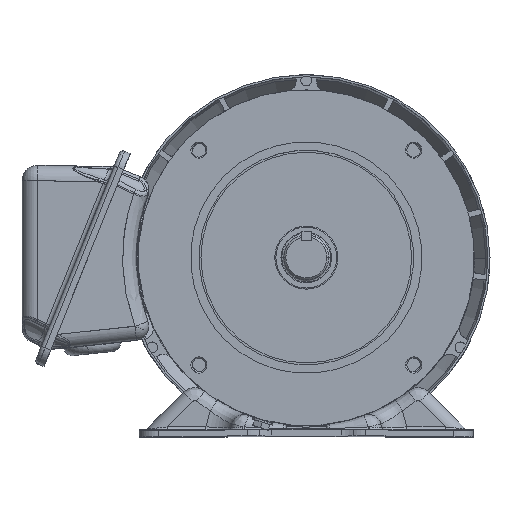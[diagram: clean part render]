
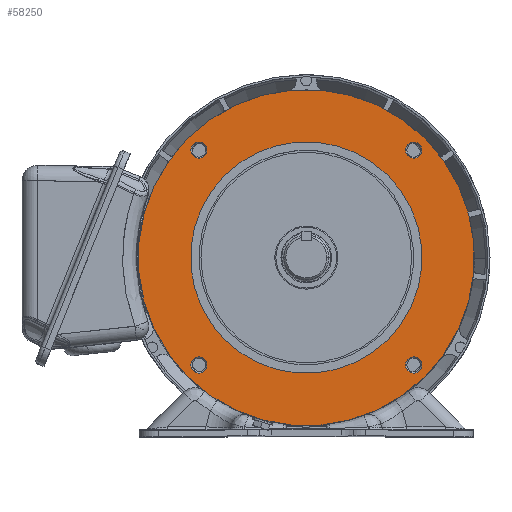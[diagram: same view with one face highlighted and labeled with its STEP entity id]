
A CAD part, top view. The second image highlights one B-rep face of the part: STEP entity #58250.
In plain terms, the highlighted planar face has unit normal (0, 0, 1).
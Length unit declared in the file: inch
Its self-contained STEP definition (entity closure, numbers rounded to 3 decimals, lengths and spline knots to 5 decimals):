
#1074 = DIRECTION ( 'NONE',  ( 0., 0., 1. ) ) ;
#1978 = CIRCLE ( 'NONE', #21196, 0.15748 ) ;
#2843 = ORIENTED_EDGE ( 'NONE', *, *, #34034, .F. ) ;
#2951 = CIRCLE ( 'NONE', #20054, 0.15748 ) ;
#2970 = EDGE_CURVE ( 'NONE', #70408, #72503, #102980, .T. ) ;
#4848 = EDGE_CURVE ( 'NONE', #39495, #150824, #33485, .T. ) ;
#5029 = CARTESIAN_POINT ( 'NONE',  ( 1.97656, 1.97656, 5.137 ) ) ;
#5286 = CARTESIAN_POINT ( 'NONE',  ( 2.08791, 2.08791, 5.137 ) ) ;
#5545 = EDGE_CURVE ( 'NONE', #114749, #25946, #115772, .T. ) ;
#6374 = DIRECTION ( 'NONE',  ( 0., 0., 1. ) ) ;
#6873 = AXIS2_PLACEMENT_3D ( 'NONE', #147786, #50625, #98670 ) ;
#8061 = AXIS2_PLACEMENT_3D ( 'NONE', #146541, #98978, #135557 ) ;
#9742 = AXIS2_PLACEMENT_3D ( 'NONE', #56337, #44811, #104935 ) ;
#11878 = DIRECTION ( 'NONE',  ( 0., 0., 1. ) ) ;
#14723 = EDGE_LOOP ( 'NONE', ( #98997, #76024 ) ) ;
#19495 = EDGE_CURVE ( 'NONE', #150824, #39495, #137416, .T. ) ;
#20054 = AXIS2_PLACEMENT_3D ( 'NONE', #102865, #103373, #31164 ) ;
#21196 = AXIS2_PLACEMENT_3D ( 'NONE', #100985, #41892, #28793 ) ;
#25627 = FACE_OUTER_BOUND ( 'NONE', #14723, .T. ) ;
#25946 = VERTEX_POINT ( 'NONE', #69390 ) ;
#28793 = DIRECTION ( 'NONE',  ( -0.707, 0.707, 0. ) ) ;
#29380 = CARTESIAN_POINT ( 'NONE',  ( 2.31062, -2.31062, 5.137 ) ) ;
#31164 = DIRECTION ( 'NONE',  ( -0.707, -0.707, 0. ) ) ;
#32035 = CARTESIAN_POINT ( 'NONE',  ( -2.19927, -2.19927, 5.137 ) ) ;
#33485 = CIRCLE ( 'NONE', #112109, 2.25 ) ;
#34034 = EDGE_CURVE ( 'NONE', #124760, #114371, #2951, .T. ) ;
#35422 = CARTESIAN_POINT ( 'NONE',  ( 2.08791, -2.08791, 5.137 ) ) ;
#36116 = AXIS2_PLACEMENT_3D ( 'NONE', #37701, #85783, #133390 ) ;
#37701 = CARTESIAN_POINT ( 'NONE',  ( 0., 0., 5.137 ) ) ;
#37847 = CARTESIAN_POINT ( 'NONE',  ( 2.19927, -1.97656, 5.137 ) ) ;
#39495 = VERTEX_POINT ( 'NONE', #77189 ) ;
#41892 = DIRECTION ( 'NONE',  ( 0., 0., 1. ) ) ;
#43173 = VERTEX_POINT ( 'NONE', #64630 ) ;
#43396 = ORIENTED_EDGE ( 'NONE', *, *, #2970, .F. ) ;
#44059 = CARTESIAN_POINT ( 'NONE',  ( 0., 0., 5.137 ) ) ;
#44220 = FACE_BOUND ( 'NONE', #93903, .T. ) ;
#44432 = CARTESIAN_POINT ( 'NONE',  ( 0., 0., 5.137 ) ) ;
#44811 = DIRECTION ( 'NONE',  ( 0., 0., 1. ) ) ;
#50625 = DIRECTION ( 'NONE',  ( 0., 0., -1. ) ) ;
#51586 = VERTEX_POINT ( 'NONE', #141183 ) ;
#56337 = CARTESIAN_POINT ( 'NONE',  ( 2.08791, -2.08791, 5.137 ) ) ;
#56534 = ORIENTED_EDGE ( 'NONE', *, *, #94992, .F. ) ;
#58041 = DIRECTION ( 'NONE',  ( -0.707, 0.707, 0. ) ) ;
#58250 = ADVANCED_FACE ( 'NONE', ( #93018, #59289, #111642, #44220, #96797, #25627 ), #65483, .F. ) ;
#59289 = FACE_BOUND ( 'NONE', #106285, .T. ) ;
#61143 = AXIS2_PLACEMENT_3D ( 'NONE', #108916, #130910, #71784 ) ;
#64630 = CARTESIAN_POINT ( 'NONE',  ( -1.97656, 1.97656, 5.137 ) ) ;
#65483 = PLANE ( 'NONE',  #77109 ) ;
#65896 = CARTESIAN_POINT ( 'NONE',  ( 1.97656, -2.19927, 5.137 ) ) ;
#67113 = DIRECTION ( 'NONE',  ( -0.707, 0.707, 0. ) ) ;
#69390 = CARTESIAN_POINT ( 'NONE',  ( -2.31062, 2.31062, 5.137 ) ) ;
#69520 = EDGE_CURVE ( 'NONE', #25946, #114749, #76414, .T. ) ;
#70408 = VERTEX_POINT ( 'NONE', #37847 ) ;
#70937 = CARTESIAN_POINT ( 'NONE',  ( -1.97656, -1.97656, 5.137 ) ) ;
#71784 = DIRECTION ( 'NONE',  ( -0.707, 0.707, 0. ) ) ;
#72503 = VERTEX_POINT ( 'NONE', #65896 ) ;
#74288 = ORIENTED_EDGE ( 'NONE', *, *, #4848, .F. ) ;
#76024 = ORIENTED_EDGE ( 'NONE', *, *, #5545, .F. ) ;
#76286 = ORIENTED_EDGE ( 'NONE', *, *, #19495, .F. ) ;
#76414 = CIRCLE ( 'NONE', #36116, 3.26772 ) ;
#77109 = AXIS2_PLACEMENT_3D ( 'NONE', #29380, #138137, #126715 ) ;
#77189 = CARTESIAN_POINT ( 'NONE',  ( 1.59099, -1.59099, 5.137 ) ) ;
#78078 = DIRECTION ( 'NONE',  ( 0., 0., 1. ) ) ;
#85783 = DIRECTION ( 'NONE',  ( 0., 0., -1. ) ) ;
#91389 = CIRCLE ( 'NONE', #61143, 0.15748 ) ;
#92199 = CARTESIAN_POINT ( 'NONE',  ( -2.19927, 2.19927, 5.137 ) ) ;
#93018 = FACE_BOUND ( 'NONE', #114442, .T. ) ;
#93903 = EDGE_LOOP ( 'NONE', ( #118071, #2843 ) ) ;
#94992 = EDGE_CURVE ( 'NONE', #43173, #152833, #91389, .T. ) ;
#95570 = DIRECTION ( 'NONE',  ( -0.707, -0.707, 0. ) ) ;
#96797 = FACE_BOUND ( 'NONE', #139279, .T. ) ;
#96865 = DIRECTION ( 'NONE',  ( -0.707, -0.707, 0. ) ) ;
#98670 = DIRECTION ( 'NONE',  ( -0.707, 0.707, 0. ) ) ;
#98978 = DIRECTION ( 'NONE',  ( 0., 0., 1. ) ) ;
#98997 = ORIENTED_EDGE ( 'NONE', *, *, #69520, .F. ) ;
#100985 = CARTESIAN_POINT ( 'NONE',  ( -2.08791, 2.08791, 5.137 ) ) ;
#102865 = CARTESIAN_POINT ( 'NONE',  ( -2.08791, -2.08791, 5.137 ) ) ;
#102980 = CIRCLE ( 'NONE', #133797, 0.15748 ) ;
#103373 = DIRECTION ( 'NONE',  ( 0., 0., 1. ) ) ;
#104080 = CIRCLE ( 'NONE', #114843, 0.15748 ) ;
#104935 = DIRECTION ( 'NONE',  ( -0.707, -0.707, 0. ) ) ;
#106285 = EDGE_LOOP ( 'NONE', ( #128343, #143814 ) ) ;
#107642 = EDGE_CURVE ( 'NONE', #152833, #43173, #1978, .T. ) ;
#108916 = CARTESIAN_POINT ( 'NONE',  ( -2.08791, 2.08791, 5.137 ) ) ;
#111642 = FACE_BOUND ( 'NONE', #145567, .T. ) ;
#112109 = AXIS2_PLACEMENT_3D ( 'NONE', #44059, #6374, #67113 ) ;
#114043 = EDGE_CURVE ( 'NONE', #72503, #70408, #121655, .T. ) ;
#114189 = DIRECTION ( 'NONE',  ( -0.707, -0.707, 0. ) ) ;
#114371 = VERTEX_POINT ( 'NONE', #32035 ) ;
#114442 = EDGE_LOOP ( 'NONE', ( #146468, #56534 ) ) ;
#114749 = VERTEX_POINT ( 'NONE', #126675 ) ;
#114843 = AXIS2_PLACEMENT_3D ( 'NONE', #133461, #1074, #96865 ) ;
#115772 = CIRCLE ( 'NONE', #6873, 3.26772 ) ;
#116486 = AXIS2_PLACEMENT_3D ( 'NONE', #5286, #78078, #114189 ) ;
#118071 = ORIENTED_EDGE ( 'NONE', *, *, #133469, .F. ) ;
#120442 = ORIENTED_EDGE ( 'NONE', *, *, #114043, .F. ) ;
#121655 = CIRCLE ( 'NONE', #9742, 0.15748 ) ;
#124760 = VERTEX_POINT ( 'NONE', #70937 ) ;
#126675 = CARTESIAN_POINT ( 'NONE',  ( 2.31062, -2.31062, 5.137 ) ) ;
#126715 = DIRECTION ( 'NONE',  ( 0.707, -0.707, 0. ) ) ;
#128140 = DIRECTION ( 'NONE',  ( 0., 0., 1. ) ) ;
#128343 = ORIENTED_EDGE ( 'NONE', *, *, #137451, .F. ) ;
#129808 = CIRCLE ( 'NONE', #8061, 0.15748 ) ;
#129907 = AXIS2_PLACEMENT_3D ( 'NONE', #44432, #128140, #58041 ) ;
#130910 = DIRECTION ( 'NONE',  ( 0., 0., 1. ) ) ;
#133390 = DIRECTION ( 'NONE',  ( -0.707, 0.707, 0. ) ) ;
#133461 = CARTESIAN_POINT ( 'NONE',  ( -2.08791, -2.08791, 5.137 ) ) ;
#133469 = EDGE_CURVE ( 'NONE', #114371, #124760, #104080, .T. ) ;
#133797 = AXIS2_PLACEMENT_3D ( 'NONE', #35422, #11878, #95570 ) ;
#135557 = DIRECTION ( 'NONE',  ( -0.707, -0.707, 0. ) ) ;
#137416 = CIRCLE ( 'NONE', #129907, 2.25 ) ;
#137451 = EDGE_CURVE ( 'NONE', #153549, #51586, #129808, .T. ) ;
#138137 = DIRECTION ( 'NONE',  ( 0., 0., -1. ) ) ;
#138846 = EDGE_CURVE ( 'NONE', #51586, #153549, #153769, .T. ) ;
#139279 = EDGE_LOOP ( 'NONE', ( #76286, #74288 ) ) ;
#141183 = CARTESIAN_POINT ( 'NONE',  ( 2.19927, 2.19927, 5.137 ) ) ;
#143814 = ORIENTED_EDGE ( 'NONE', *, *, #138846, .F. ) ;
#145567 = EDGE_LOOP ( 'NONE', ( #120442, #43396 ) ) ;
#146468 = ORIENTED_EDGE ( 'NONE', *, *, #107642, .F. ) ;
#146541 = CARTESIAN_POINT ( 'NONE',  ( 2.08791, 2.08791, 5.137 ) ) ;
#147786 = CARTESIAN_POINT ( 'NONE',  ( 0., 0., 5.137 ) ) ;
#150824 = VERTEX_POINT ( 'NONE', #153145 ) ;
#152833 = VERTEX_POINT ( 'NONE', #92199 ) ;
#153145 = CARTESIAN_POINT ( 'NONE',  ( -1.59099, 1.59099, 5.137 ) ) ;
#153549 = VERTEX_POINT ( 'NONE', #5029 ) ;
#153769 = CIRCLE ( 'NONE', #116486, 0.15748 ) ;
